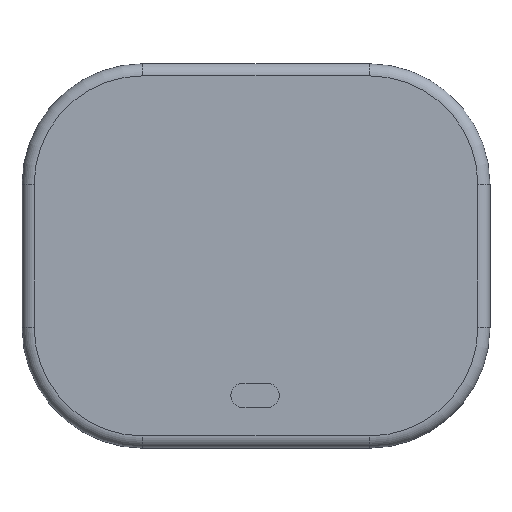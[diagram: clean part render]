
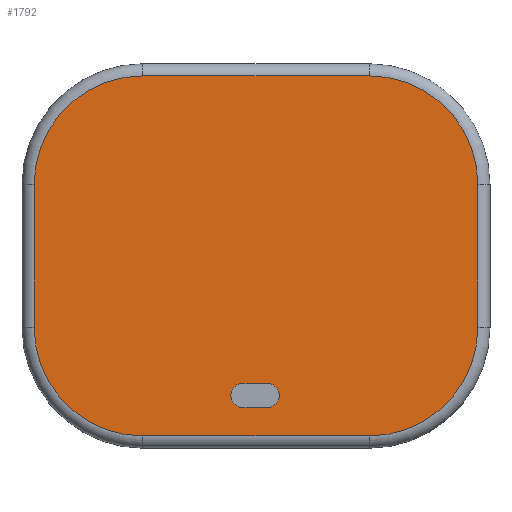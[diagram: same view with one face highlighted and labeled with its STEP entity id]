
A CAD part, top view. The second image highlights one B-rep face of the part: STEP entity #1792.
In plain terms, the highlighted planar face has unit normal (0, 0, 1).
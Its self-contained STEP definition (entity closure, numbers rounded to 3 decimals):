
#1672=CARTESIAN_POINT('',(0.,0.,30.));
#1673=DIRECTION('',(0.,0.,-1.));
#1674=DIRECTION('',(0.,-1.,0.));
#1675=AXIS2_PLACEMENT_3D('',#1672,#1673,#1674);
#1676=PLANE('',#1675);
#1677=CARTESIAN_POINT('',(-91.79,-29.48,30.));
#1678=VERTEX_POINT('',#1677);
#1679=CARTESIAN_POINT('',(-46.79,-74.48,30.));
#1680=VERTEX_POINT('',#1679);
#1681=CARTESIAN_POINT('',(-46.79,-29.48,30.));
#1682=DIRECTION('',(-0.,-0.,1.));
#1683=DIRECTION('',(-1.,0.,0.));
#1684=AXIS2_PLACEMENT_3D('',#1681,#1682,#1683);
#1685=CIRCLE('',#1684,45.);
#1686=EDGE_CURVE('',#1678,#1680,#1685,.T.);
#1687=ORIENTED_EDGE('',*,*,#1686,.T.);
#1688=CARTESIAN_POINT('',(46.79,-74.48,30.));
#1689=VERTEX_POINT('',#1688);
#1690=CARTESIAN_POINT('',(-46.79,-74.48,30.));
#1691=DIRECTION('',(1.,-0.,-0.));
#1692=VECTOR('',#1691,93.58);
#1693=LINE('',#1690,#1692);
#1694=EDGE_CURVE('',#1680,#1689,#1693,.T.);
#1695=ORIENTED_EDGE('',*,*,#1694,.T.);
#1696=CARTESIAN_POINT('',(91.79,-29.48,30.));
#1697=VERTEX_POINT('',#1696);
#1698=CARTESIAN_POINT('',(46.79,-29.48,30.));
#1699=DIRECTION('',(-0.,-0.,1.));
#1700=DIRECTION('',(-1.,0.,0.));
#1701=AXIS2_PLACEMENT_3D('',#1698,#1699,#1700);
#1702=CIRCLE('',#1701,45.);
#1703=EDGE_CURVE('',#1689,#1697,#1702,.T.);
#1704=ORIENTED_EDGE('',*,*,#1703,.T.);
#1705=CARTESIAN_POINT('',(91.79,29.48,30.));
#1706=VERTEX_POINT('',#1705);
#1707=CARTESIAN_POINT('',(91.79,-29.48,30.));
#1708=DIRECTION('',(-0.,1.,-0.));
#1709=VECTOR('',#1708,58.96);
#1710=LINE('',#1707,#1709);
#1711=EDGE_CURVE('',#1697,#1706,#1710,.T.);
#1712=ORIENTED_EDGE('',*,*,#1711,.T.);
#1713=CARTESIAN_POINT('',(46.79,74.48,30.));
#1714=VERTEX_POINT('',#1713);
#1715=CARTESIAN_POINT('',(46.79,29.48,30.));
#1716=DIRECTION('',(-0.,-0.,1.));
#1717=DIRECTION('',(-1.,0.,0.));
#1718=AXIS2_PLACEMENT_3D('',#1715,#1716,#1717);
#1719=CIRCLE('',#1718,45.);
#1720=EDGE_CURVE('',#1706,#1714,#1719,.T.);
#1721=ORIENTED_EDGE('',*,*,#1720,.T.);
#1722=CARTESIAN_POINT('',(-46.79,74.48,30.));
#1723=VERTEX_POINT('',#1722);
#1724=CARTESIAN_POINT('',(46.79,74.48,30.));
#1725=DIRECTION('',(-1.,-0.,0.));
#1726=VECTOR('',#1725,93.58);
#1727=LINE('',#1724,#1726);
#1728=EDGE_CURVE('',#1714,#1723,#1727,.T.);
#1729=ORIENTED_EDGE('',*,*,#1728,.T.);
#1730=CARTESIAN_POINT('',(-91.79,29.48,30.));
#1731=VERTEX_POINT('',#1730);
#1732=CARTESIAN_POINT('',(-46.79,29.48,30.));
#1733=DIRECTION('',(-0.,-0.,1.));
#1734=DIRECTION('',(-1.,0.,0.));
#1735=AXIS2_PLACEMENT_3D('',#1732,#1733,#1734);
#1736=CIRCLE('',#1735,45.);
#1737=EDGE_CURVE('',#1723,#1731,#1736,.T.);
#1738=ORIENTED_EDGE('',*,*,#1737,.T.);
#1739=CARTESIAN_POINT('',(-91.79,29.48,30.));
#1740=DIRECTION('',(-0.,-1.,-0.));
#1741=VECTOR('',#1740,58.96);
#1742=LINE('',#1739,#1741);
#1743=EDGE_CURVE('',#1731,#1678,#1742,.T.);
#1744=ORIENTED_EDGE('',*,*,#1743,.T.);
#1745=EDGE_LOOP('',(#1687,#1695,#1704,#1712,#1721,#1729,#1738,#1744));
#1746=FACE_BOUND('',#1745,.T.);
#1747=CARTESIAN_POINT('',(4.617,-52.72,30.));
#1748=VERTEX_POINT('',#1747);
#1749=CARTESIAN_POINT('',(-5.383,-52.72,30.));
#1750=VERTEX_POINT('',#1749);
#1751=CARTESIAN_POINT('',(4.617,-52.72,30.));
#1752=DIRECTION('',(-1.,0.,0.));
#1753=VECTOR('',#1752,10.);
#1754=LINE('',#1751,#1753);
#1755=EDGE_CURVE('',#1748,#1750,#1754,.T.);
#1756=ORIENTED_EDGE('',*,*,#1755,.F.);
#1757=CARTESIAN_POINT('',(4.617,-62.72,30.));
#1758=VERTEX_POINT('',#1757);
#1759=CARTESIAN_POINT('',(4.617,-57.72,30.));
#1760=DIRECTION('',(0.,0.,1.));
#1761=DIRECTION('',(-1.,0.,0.));
#1762=AXIS2_PLACEMENT_3D('',#1759,#1760,#1761);
#1763=CIRCLE('',#1762,5.);
#1764=EDGE_CURVE('',#1758,#1748,#1763,.T.);
#1765=ORIENTED_EDGE('',*,*,#1764,.F.);
#1766=CARTESIAN_POINT('',(-5.383,-62.72,30.));
#1767=VERTEX_POINT('',#1766);
#1768=CARTESIAN_POINT('',(-5.383,-62.72,30.));
#1769=DIRECTION('',(1.,0.,-0.));
#1770=VECTOR('',#1769,10.);
#1771=LINE('',#1768,#1770);
#1772=EDGE_CURVE('',#1767,#1758,#1771,.T.);
#1773=ORIENTED_EDGE('',*,*,#1772,.F.);
#1774=CARTESIAN_POINT('',(-10.383,-57.72,30.));
#1775=VERTEX_POINT('',#1774);
#1776=CARTESIAN_POINT('',(-5.383,-57.72,30.));
#1777=DIRECTION('',(0.,0.,1.));
#1778=DIRECTION('',(-1.,0.,0.));
#1779=AXIS2_PLACEMENT_3D('',#1776,#1777,#1778);
#1780=CIRCLE('',#1779,5.);
#1781=EDGE_CURVE('',#1775,#1767,#1780,.T.);
#1782=ORIENTED_EDGE('',*,*,#1781,.F.);
#1783=CARTESIAN_POINT('',(-5.383,-57.72,30.));
#1784=DIRECTION('',(0.,0.,1.));
#1785=DIRECTION('',(-1.,0.,0.));
#1786=AXIS2_PLACEMENT_3D('',#1783,#1784,#1785);
#1787=CIRCLE('',#1786,5.);
#1788=EDGE_CURVE('',#1750,#1775,#1787,.T.);
#1789=ORIENTED_EDGE('',*,*,#1788,.F.);
#1790=EDGE_LOOP('',(#1756,#1765,#1773,#1782,#1789));
#1791=FACE_BOUND('',#1790,.T.);
#1792=ADVANCED_FACE('',(#1746,#1791),#1676,.F.);
